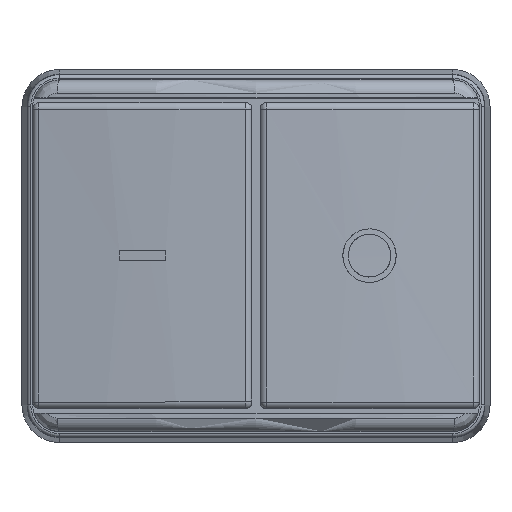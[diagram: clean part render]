
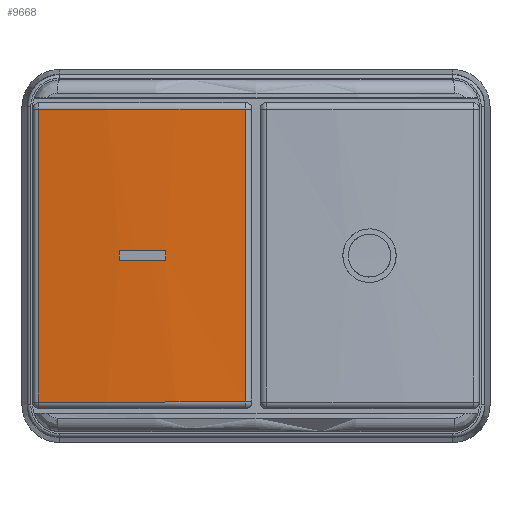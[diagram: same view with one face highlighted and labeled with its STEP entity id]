
A CAD part, top view. The second image highlights one B-rep face of the part: STEP entity #9668.
In plain terms, the highlighted cylindrical face has radius 96.757 mm (diameter 193.514 mm), a partial arc.
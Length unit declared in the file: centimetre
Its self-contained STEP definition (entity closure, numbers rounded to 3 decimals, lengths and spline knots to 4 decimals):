
#247=FACE_BOUND('',#1348,.T.);
#795=FACE_OUTER_BOUND('',#1347,.T.);
#1347=EDGE_LOOP('',(#7110,#7111,#7112,#7113));
#1348=EDGE_LOOP('',(#7114,#7115,#7116,#7117));
#1940=LINE('',#15450,#3061);
#1944=LINE('',#15459,#3065);
#1959=LINE('',#15518,#3080);
#1967=LINE('',#15545,#3088);
#3061=VECTOR('',#11238,1.);
#3065=VECTOR('',#11248,1.);
#3080=VECTOR('',#11311,1.);
#3088=VECTOR('',#11345,1.);
#4135=CIRCLE('',#10284,9.6757);
#4136=CIRCLE('',#10287,9.6757);
#4150=CIRCLE('',#10312,9.6757);
#4153=CIRCLE('',#10317,9.6757);
#4363=VERTEX_POINT('',#15448);
#4364=VERTEX_POINT('',#15449);
#4365=VERTEX_POINT('',#15454);
#4366=VERTEX_POINT('',#15458);
#4377=VERTEX_POINT('',#15492);
#4379=VERTEX_POINT('',#15497);
#4383=VERTEX_POINT('',#15506);
#4385=VERTEX_POINT('',#15511);
#5377=EDGE_CURVE('',#4363,#4364,#1940,.T.);
#5380=EDGE_CURVE('',#4365,#4363,#4135,.T.);
#5382=EDGE_CURVE('',#4366,#4365,#1944,.T.);
#5384=EDGE_CURVE('',#4364,#4366,#4136,.T.);
#5410=EDGE_CURVE('',#4385,#4383,#1959,.T.);
#5412=EDGE_CURVE('',#4379,#4385,#4150,.T.);
#5417=EDGE_CURVE('',#4383,#4377,#4153,.T.);
#5425=EDGE_CURVE('',#4377,#4379,#1967,.T.);
#7110=ORIENTED_EDGE('',*,*,#5410,.F.);
#7111=ORIENTED_EDGE('',*,*,#5412,.F.);
#7112=ORIENTED_EDGE('',*,*,#5425,.F.);
#7113=ORIENTED_EDGE('',*,*,#5417,.F.);
#7114=ORIENTED_EDGE('',*,*,#5377,.T.);
#7115=ORIENTED_EDGE('',*,*,#5384,.T.);
#7116=ORIENTED_EDGE('',*,*,#5382,.T.);
#7117=ORIENTED_EDGE('',*,*,#5380,.T.);
#9517=CYLINDRICAL_SURFACE('',#10328,9.6757);
#9668=ADVANCED_FACE('',(#795,#247),#9517,.T.);
#10284=AXIS2_PLACEMENT_3D('',#15455,#11243,#11244);
#10287=AXIS2_PLACEMENT_3D('',#15462,#11252,#11253);
#10312=AXIS2_PLACEMENT_3D('',#15521,#11316,#11317);
#10317=AXIS2_PLACEMENT_3D('',#15530,#11328,#11329);
#10328=AXIS2_PLACEMENT_3D('',#15559,#11362,#11363);
#11238=DIRECTION('',(0.,-1.,0.));
#11243=DIRECTION('center_axis',(0.,1.,0.));
#11244=DIRECTION('ref_axis',(-0.169,0.,0.986));
#11248=DIRECTION('',(0.,1.,0.));
#11252=DIRECTION('center_axis',(0.,-1.,0.));
#11253=DIRECTION('ref_axis',(-0.169,0.,0.986));
#11311=DIRECTION('',(0.,1.,0.));
#11316=DIRECTION('center_axis',(0.,-1.,0.));
#11317=DIRECTION('ref_axis',(-0.085,0.,0.996));
#11328=DIRECTION('center_axis',(0.,1.,0.));
#11329=DIRECTION('ref_axis',(-0.085,0.,0.996));
#11345=DIRECTION('',(0.,-1.,0.));
#11362=DIRECTION('center_axis',(0.,1.,0.));
#11363=DIRECTION('ref_axis',(-0.169,0.,0.986));
#15448=CARTESIAN_POINT('',(-0.6745,0.0361,3.5285));
#15449=CARTESIAN_POINT('',(-0.6745,-0.0345,3.5285));
#15450=CARTESIAN_POINT('',(-0.6745,0.,3.5285));
#15454=CARTESIAN_POINT('',(-1.0232,0.0361,3.4989));
#15455=CARTESIAN_POINT('Origin',(-0.03,0.0361,
-6.1257));
#15458=CARTESIAN_POINT('',(-1.0232,-0.0345,3.4989));
#15459=CARTESIAN_POINT('',(-1.0232,0.,3.4989));
#15462=CARTESIAN_POINT('Origin',(-0.03,-0.0345,
-6.1257));
#15492=CARTESIAN_POINT('',(-0.0803,1.095,3.5499));
#15497=CARTESIAN_POINT('',(-0.0803,-1.095,3.5499));
#15506=CARTESIAN_POINT('',(-1.6283,1.095,3.4171));
#15511=CARTESIAN_POINT('',(-1.6283,-1.095,3.4171));
#15518=CARTESIAN_POINT('',(-1.6283,0.,3.4171));
#15521=CARTESIAN_POINT('Origin',(-0.03,-1.095,-6.1257));
#15530=CARTESIAN_POINT('Origin',(-0.03,1.095,-6.1257));
#15545=CARTESIAN_POINT('',(-0.0803,0.,3.5499));
#15559=CARTESIAN_POINT('Origin',(-0.03,0.,
-6.1257));
